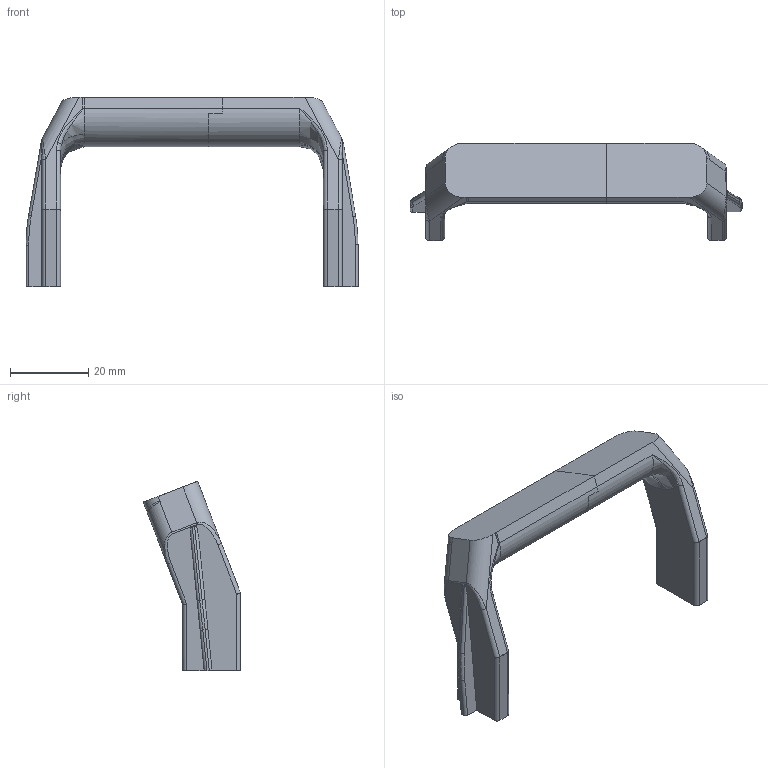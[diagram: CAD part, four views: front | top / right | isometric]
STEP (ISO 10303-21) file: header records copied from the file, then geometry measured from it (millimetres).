
FILE_DESCRIPTION(/* description */ (''),/* implementation_level */ '2;1');
FILE_NAME(/* name */ 'Handle.step',/* time_stamp */ '2025-04-11T10:30:56+01:00',/* author */ (''),/* organization */ (''),/* preprocessor_version */ 'ST-DEVELOPER v20.1',/* originating_system */ 'Autodesk Translation Framework v14.4.0.0',/* authorisation */ '');
FILE_SCHEMA (('AUTOMOTIVE_DESIGN { 1 0 10303 214 3 1 1 }'));
Length unit declared in the file: millimetre
Products named in the file (1): TXV12a
Bounding box: 84.6 x 24.82 x 48.29 mm (x, y, z)
Volume: 14961.4 mm3; surface area: 6652.2 mm2
Topology: 1 solids, 1 shells, 123 faces, 329 edges, 207 vertices
Faces by surface type: plane 51, cylinder 50, bspline 22
Entity records: 4713 total; most frequent: CARTESIAN_POINT 1616, ORIENTED_EDGE 654, DIRECTION 633, EDGE_CURVE 327, AXIS2_PLACEMENT_3D 229, VERTEX_POINT 207, LINE 175, VECTOR 175
